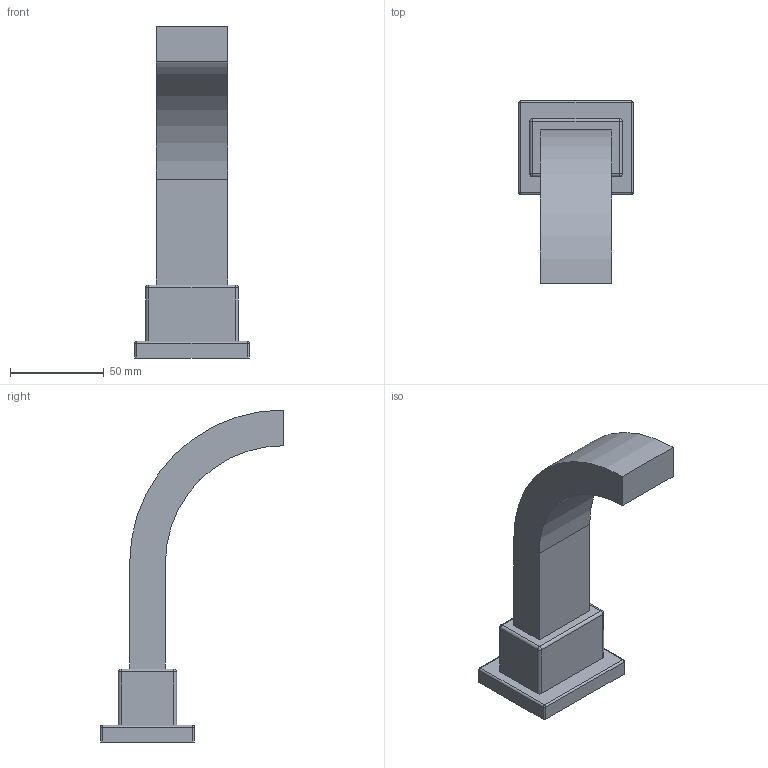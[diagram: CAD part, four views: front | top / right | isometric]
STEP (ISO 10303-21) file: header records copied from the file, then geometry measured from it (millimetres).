
FILE_DESCRIPTION((''),'2;1');
FILE_NAME('3-328_SW0001','2021-01-25T16:15:29',('rsmith'),(''),'CREO PARAMETRIC BY PTC INC, 2018400','CREO PARAMETRIC BY PTC INC, 2018400','');
FILE_SCHEMA(('AUTOMOTIVE_DESIGN { 1 0 10303 214 1 1 1 1 }'));
Length unit declared in the file: inch
Products named in the file (1): 3-328_SW0001
Bounding box: 60.96 x 97.45 x 176.86 mm (x, y, z)
Volume: 196021.9 mm3; surface area: 32011.4 mm2
Topology: 1 solids, 1 shells, 42 faces, 90 edges, 52 vertices
Faces by surface type: cylinder 18, plane 16, sphere 8
Entity records: 1930 total; most frequent: DIRECTION 210, CARTESIAN_POINT 186, ORIENTED_EDGE 180, COLOUR_RGB 149, PRESENTATION_STYLE_ASSIGNMENT 133, STYLED_ITEM 91, CURVE_STYLE 90, EDGE_CURVE 90
